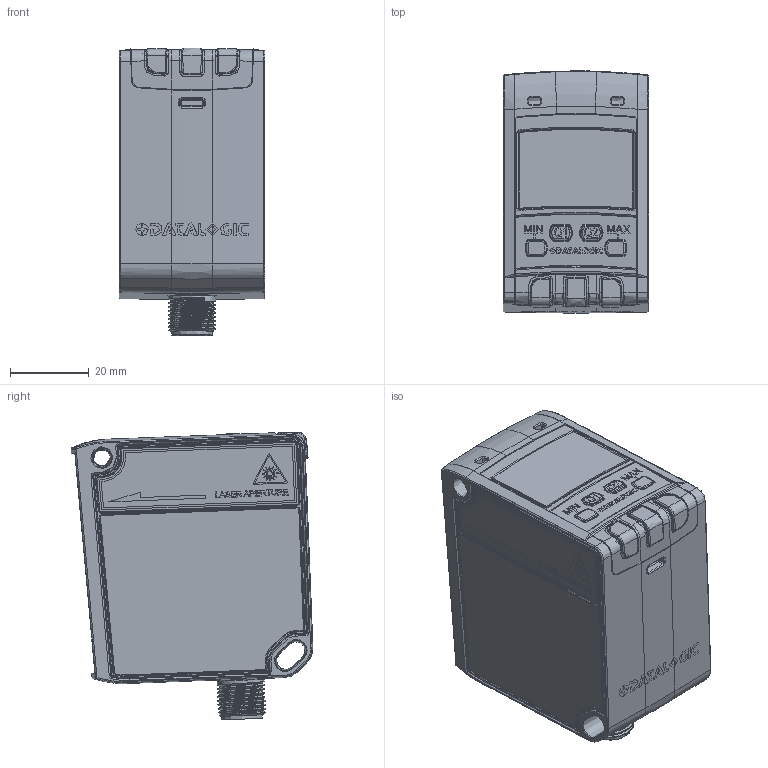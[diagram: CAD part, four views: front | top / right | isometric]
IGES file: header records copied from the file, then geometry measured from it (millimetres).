
Global section: file name: DSD-XXX2 _S85-MH-5-M_Y03 BKGR_SUPPR_TOF 10M.igs; native system: NX V7.5; preprocessor: SIEMENS PLM Software NX 7.5; date: 20130902.102339; units: millimetre
Bounding box: 37 x 61.35 x 73.02 mm (x, y, z)
Surface area: 23233.4 mm2 (no closed solid volume)
Topology: 0 solids, 0 shells, 736 faces, 5189 edges, 5166 vertices
Faces by surface type: bspline 733, offset 3
